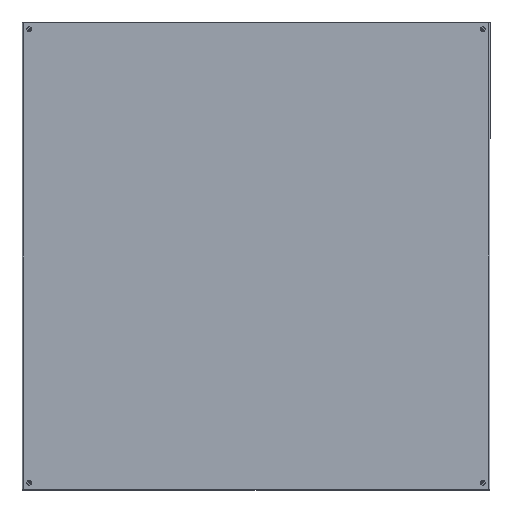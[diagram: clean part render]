
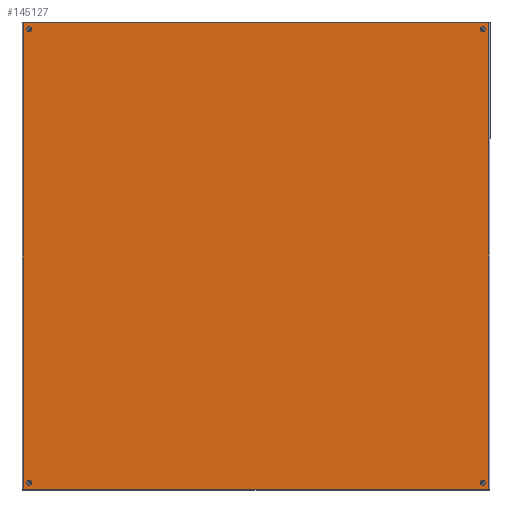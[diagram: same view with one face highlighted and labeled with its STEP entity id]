
A CAD part, left-side view. The second image highlights one B-rep face of the part: STEP entity #145127.
In plain terms, the highlighted face is planar.
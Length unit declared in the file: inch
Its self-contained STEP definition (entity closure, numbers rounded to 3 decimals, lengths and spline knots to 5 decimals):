
#1352 = VERTEX_POINT ( 'NONE', #55212 ) ;
#4632 = AXIS2_PLACEMENT_3D ( 'NONE', #35682, #103867, #136874 ) ;
#5563 = CARTESIAN_POINT ( 'NONE',  ( 23.928, 0., -23.892 ) ) ;
#6749 = EDGE_LOOP ( 'NONE', ( #27692, #77983 ) ) ;
#8230 = CARTESIAN_POINT ( 'NONE',  ( -23.5, 0., -23.25 ) ) ;
#10700 = EDGE_LOOP ( 'NONE', ( #64605, #69225 ) ) ;
#12398 = CIRCLE ( 'NONE', #4632, 0.25 ) ;
#13126 = AXIS2_PLACEMENT_3D ( 'NONE', #113682, #46437, #136877 ) ;
#13548 = VECTOR ( 'NONE', #15117, 39.37008 ) ;
#13910 = CIRCLE ( 'NONE', #29371, 0.25 ) ;
#14157 = CARTESIAN_POINT ( 'NONE',  ( -23.25, 0., -23.25 ) ) ;
#15117 = DIRECTION ( 'NONE',  ( 0., 0., 1. ) ) ;
#15216 = VECTOR ( 'NONE', #141387, 39.37008 ) ;
#18077 = EDGE_CURVE ( 'NONE', #143187, #140827, #105619, .T. ) ;
#19274 = DIRECTION ( 'NONE',  ( 1., 0., 0. ) ) ;
#20366 = CARTESIAN_POINT ( 'NONE',  ( -23., 0., -23.25 ) ) ;
#20508 = VERTEX_POINT ( 'NONE', #8230 ) ;
#22050 = ORIENTED_EDGE ( 'NONE', *, *, #36124, .T. ) ;
#23390 = VECTOR ( 'NONE', #97417, 39.37008 ) ;
#24608 = CARTESIAN_POINT ( 'NONE',  ( -23., 0., 23.25 ) ) ;
#26955 = VERTEX_POINT ( 'NONE', #51519 ) ;
#27692 = ORIENTED_EDGE ( 'NONE', *, *, #101605, .T. ) ;
#29371 = AXIS2_PLACEMENT_3D ( 'NONE', #34159, #90067, #112627 ) ;
#31112 = CIRCLE ( 'NONE', #140591, 0.25 ) ;
#32878 = EDGE_CURVE ( 'NONE', #140827, #143187, #64699, .T. ) ;
#33324 = DIRECTION ( 'NONE',  ( 0., -1., 0. ) ) ;
#34159 = CARTESIAN_POINT ( 'NONE',  ( -23.25, 0., 23.25 ) ) ;
#35682 = CARTESIAN_POINT ( 'NONE',  ( 23.25, 0., 23.25 ) ) ;
#36124 = EDGE_CURVE ( 'NONE', #64249, #1352, #58132, .T. ) ;
#38569 = CARTESIAN_POINT ( 'NONE',  ( -23.928, 0., 23.928 ) ) ;
#40367 = CARTESIAN_POINT ( 'NONE',  ( 23.25, 0., -23.25 ) ) ;
#40788 = ORIENTED_EDGE ( 'NONE', *, *, #52082, .F. ) ;
#43184 = ORIENTED_EDGE ( 'NONE', *, *, #32878, .T. ) ;
#46437 = DIRECTION ( 'NONE',  ( 0., -1., 0. ) ) ;
#47619 = EDGE_CURVE ( 'NONE', #129197, #20508, #60257, .T. ) ;
#47781 = EDGE_CURVE ( 'NONE', #56080, #134591, #144647, .T. ) ;
#48832 = DIRECTION ( 'NONE',  ( 1., 0., 0. ) ) ;
#49980 = FACE_BOUND ( 'NONE', #10700, .T. ) ;
#50926 = CARTESIAN_POINT ( 'NONE',  ( -23.25, 0., 23.25 ) ) ;
#51519 = CARTESIAN_POINT ( 'NONE',  ( 23.928, 0., 23.892 ) ) ;
#51742 = CIRCLE ( 'NONE', #137896, 0.25 ) ;
#52082 = EDGE_CURVE ( 'NONE', #26955, #56595, #71207, .T. ) ;
#53363 = CARTESIAN_POINT ( 'NONE',  ( -23.928, 0., 23.892 ) ) ;
#55212 = CARTESIAN_POINT ( 'NONE',  ( 23., 0., 23.25 ) ) ;
#55304 = CARTESIAN_POINT ( 'NONE',  ( -23.5, 0., 23.25 ) ) ;
#56080 = VERTEX_POINT ( 'NONE', #94786 ) ;
#56244 = VECTOR ( 'NONE', #60667, 39.37008 ) ;
#56595 = VERTEX_POINT ( 'NONE', #73466 ) ;
#57749 = VERTEX_POINT ( 'NONE', #24608 ) ;
#58132 = CIRCLE ( 'NONE', #13126, 0.25 ) ;
#59883 = CARTESIAN_POINT ( 'NONE',  ( 23., 0., -23.25 ) ) ;
#60257 = CIRCLE ( 'NONE', #137423, 0.25 ) ;
#60667 = DIRECTION ( 'NONE',  ( 0., 0., -1. ) ) ;
#64249 = VERTEX_POINT ( 'NONE', #132658 ) ;
#64605 = ORIENTED_EDGE ( 'NONE', *, *, #47619, .T. ) ;
#64699 = CIRCLE ( 'NONE', #136759, 0.25 ) ;
#69225 = ORIENTED_EDGE ( 'NONE', *, *, #141730, .T. ) ;
#71207 = LINE ( 'NONE', #53363, #15216 ) ;
#71533 = EDGE_LOOP ( 'NONE', ( #100666, #143948, #40788, #90752 ) ) ;
#71543 = EDGE_CURVE ( 'NONE', #56080, #56595, #117006, .T. ) ;
#73466 = CARTESIAN_POINT ( 'NONE',  ( -23.928, 0., 23.892 ) ) ;
#73513 = DIRECTION ( 'NONE',  ( 1., 0., 0. ) ) ;
#77983 = ORIENTED_EDGE ( 'NONE', *, *, #135209, .T. ) ;
#79855 = FACE_BOUND ( 'NONE', #118425, .T. ) ;
#80561 = EDGE_CURVE ( 'NONE', #26955, #134591, #84235, .T. ) ;
#81688 = DIRECTION ( 'NONE',  ( 1., 0., 0. ) ) ;
#81912 = AXIS2_PLACEMENT_3D ( 'NONE', #40367, #118866, #130242 ) ;
#82486 = CARTESIAN_POINT ( 'NONE',  ( 23.5, 0., -23.25 ) ) ;
#83209 = DIRECTION ( 'NONE',  ( 0., -1., 0. ) ) ;
#84235 = LINE ( 'NONE', #84245, #56244 ) ;
#84245 = CARTESIAN_POINT ( 'NONE',  ( 23.928, 0., -23.928 ) ) ;
#85313 = AXIS2_PLACEMENT_3D ( 'NONE', #98165, #133118, #19274 ) ;
#90067 = DIRECTION ( 'NONE',  ( 0., -1., 0. ) ) ;
#90138 = CARTESIAN_POINT ( 'NONE',  ( 23.25, 0., -23.25 ) ) ;
#90752 = ORIENTED_EDGE ( 'NONE', *, *, #80561, .T. ) ;
#94786 = CARTESIAN_POINT ( 'NONE',  ( -23.928, 0., -23.892 ) ) ;
#97417 = DIRECTION ( 'NONE',  ( 1., 0., 0. ) ) ;
#97464 = EDGE_CURVE ( 'NONE', #1352, #64249, #12398, .T. ) ;
#98165 = CARTESIAN_POINT ( 'NONE',  ( 23.928, 0., -23.928 ) ) ;
#100666 = ORIENTED_EDGE ( 'NONE', *, *, #47781, .F. ) ;
#101605 = EDGE_CURVE ( 'NONE', #57749, #110080, #51742, .T. ) ;
#103867 = DIRECTION ( 'NONE',  ( 0., -1., 0. ) ) ;
#105619 = CIRCLE ( 'NONE', #81912, 0.25 ) ;
#110080 = VERTEX_POINT ( 'NONE', #55304 ) ;
#111838 = ORIENTED_EDGE ( 'NONE', *, *, #97464, .T. ) ;
#112627 = DIRECTION ( 'NONE',  ( 1., 0., 0. ) ) ;
#113682 = CARTESIAN_POINT ( 'NONE',  ( 23.25, 0., 23.25 ) ) ;
#114139 = DIRECTION ( 'NONE',  ( 0., -1., 0. ) ) ;
#115092 = FACE_OUTER_BOUND ( 'NONE', #71533, .T. ) ;
#116140 = CARTESIAN_POINT ( 'NONE',  ( -23.25, 0., -23.25 ) ) ;
#117006 = LINE ( 'NONE', #38569, #13548 ) ;
#118425 = EDGE_LOOP ( 'NONE', ( #119610, #43184 ) ) ;
#118866 = DIRECTION ( 'NONE',  ( 0., -1., 0. ) ) ;
#119610 = ORIENTED_EDGE ( 'NONE', *, *, #18077, .T. ) ;
#123061 = DIRECTION ( 'NONE',  ( 1., 0., 0. ) ) ;
#127404 = FACE_BOUND ( 'NONE', #133975, .T. ) ;
#129197 = VERTEX_POINT ( 'NONE', #20366 ) ;
#130242 = DIRECTION ( 'NONE',  ( 1., 0., 0. ) ) ;
#132658 = CARTESIAN_POINT ( 'NONE',  ( 23.5, 0., 23.25 ) ) ;
#133118 = DIRECTION ( 'NONE',  ( 0., -1., 0. ) ) ;
#133975 = EDGE_LOOP ( 'NONE', ( #22050, #111838 ) ) ;
#134591 = VERTEX_POINT ( 'NONE', #5563 ) ;
#135209 = EDGE_CURVE ( 'NONE', #110080, #57749, #13910, .T. ) ;
#136759 = AXIS2_PLACEMENT_3D ( 'NONE', #90138, #33324, #123061 ) ;
#136874 = DIRECTION ( 'NONE',  ( 1., 0., 0. ) ) ;
#136877 = DIRECTION ( 'NONE',  ( 1., 0., 0. ) ) ;
#137423 = AXIS2_PLACEMENT_3D ( 'NONE', #116140, #83209, #48832 ) ;
#137896 = AXIS2_PLACEMENT_3D ( 'NONE', #50926, #140923, #73513 ) ;
#140591 = AXIS2_PLACEMENT_3D ( 'NONE', #14157, #114139, #81688 ) ;
#140827 = VERTEX_POINT ( 'NONE', #59883 ) ;
#140923 = DIRECTION ( 'NONE',  ( 0., -1., 0. ) ) ;
#141387 = DIRECTION ( 'NONE',  ( -1., 0., 0. ) ) ;
#141513 = PLANE ( 'NONE',  #85313 ) ;
#141730 = EDGE_CURVE ( 'NONE', #20508, #129197, #31112, .T. ) ;
#142231 = CARTESIAN_POINT ( 'NONE',  ( 23.928, 0., -23.892 ) ) ;
#143187 = VERTEX_POINT ( 'NONE', #82486 ) ;
#143260 = FACE_BOUND ( 'NONE', #6749, .T. ) ;
#143948 = ORIENTED_EDGE ( 'NONE', *, *, #71543, .T. ) ;
#144647 = LINE ( 'NONE', #142231, #23390 ) ;
#145127 = ADVANCED_FACE ( 'NONE', ( #115092, #127404, #143260, #79855, #49980 ), #141513, .F. ) ;
